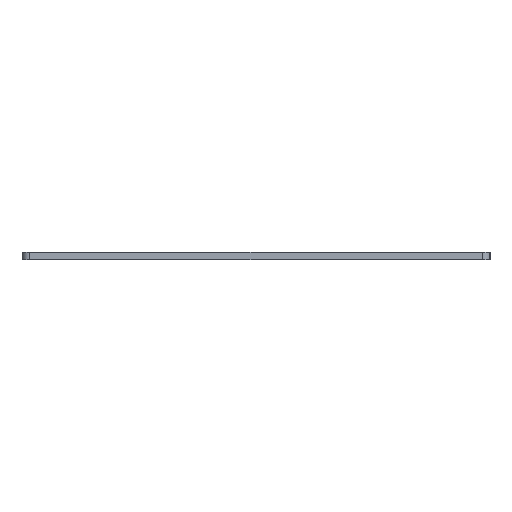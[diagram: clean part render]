
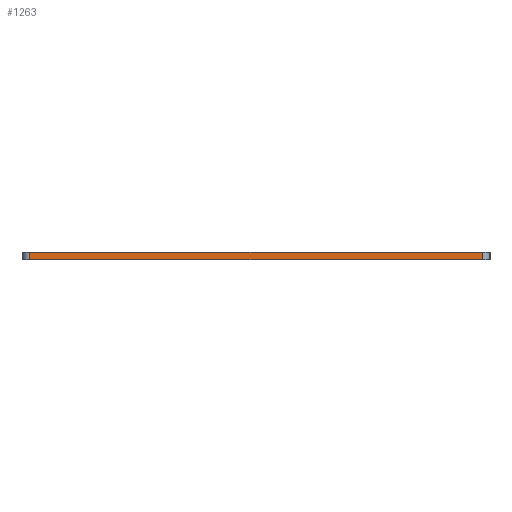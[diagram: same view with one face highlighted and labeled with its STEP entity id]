
A CAD part, left-side view. The second image highlights one B-rep face of the part: STEP entity #1263.
In plain terms, the highlighted planar face has unit normal (-1, 0, 0).
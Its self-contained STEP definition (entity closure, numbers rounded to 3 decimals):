
#68=PLANE('',#1402);
#127=FACE_OUTER_BOUND('',#189,.T.);
#189=EDGE_LOOP('',(#1031,#1032,#1033,#1034));
#323=LINE('',#2123,#435);
#324=LINE('',#2126,#436);
#325=LINE('',#2128,#437);
#326=LINE('',#2129,#438);
#435=VECTOR('',#1753,10.);
#436=VECTOR('',#1756,10.);
#437=VECTOR('',#1757,10.);
#438=VECTOR('',#1758,10.);
#623=VERTEX_POINT('',#2119);
#624=VERTEX_POINT('',#2121);
#625=VERTEX_POINT('',#2125);
#626=VERTEX_POINT('',#2127);
#797=EDGE_CURVE('',#623,#624,#323,.T.);
#798=EDGE_CURVE('',#625,#623,#324,.T.);
#799=EDGE_CURVE('',#626,#624,#325,.T.);
#800=EDGE_CURVE('',#625,#626,#326,.T.);
#1031=ORIENTED_EDGE('',*,*,#798,.T.);
#1032=ORIENTED_EDGE('',*,*,#797,.T.);
#1033=ORIENTED_EDGE('',*,*,#799,.F.);
#1034=ORIENTED_EDGE('',*,*,#800,.F.);
#1263=ADVANCED_FACE('',(#127),#68,.T.);
#1402=AXIS2_PLACEMENT_3D('',#2124,#1754,#1755);
#1753=DIRECTION('',(0.,0.,1.));
#1754=DIRECTION('center_axis',(-1.,0.,0.));
#1755=DIRECTION('ref_axis',(0.,-1.,0.));
#1756=DIRECTION('',(0.,-1.,0.));
#1757=DIRECTION('',(0.,-1.,0.));
#1758=DIRECTION('',(0.,0.,1.));
#2119=CARTESIAN_POINT('',(-121.,-88.25,-3.));
#2121=CARTESIAN_POINT('',(-121.,-88.25,0.));
#2123=CARTESIAN_POINT('',(-121.,-88.25,-3.));
#2124=CARTESIAN_POINT('Origin',(-121.,88.249,-3.));
#2125=CARTESIAN_POINT('',(-121.,88.249,-3.));
#2126=CARTESIAN_POINT('',(-121.,88.249,-3.));
#2127=CARTESIAN_POINT('',(-121.,88.249,0.));
#2128=CARTESIAN_POINT('',(-121.,88.249,0.));
#2129=CARTESIAN_POINT('',(-121.,88.249,-3.));
